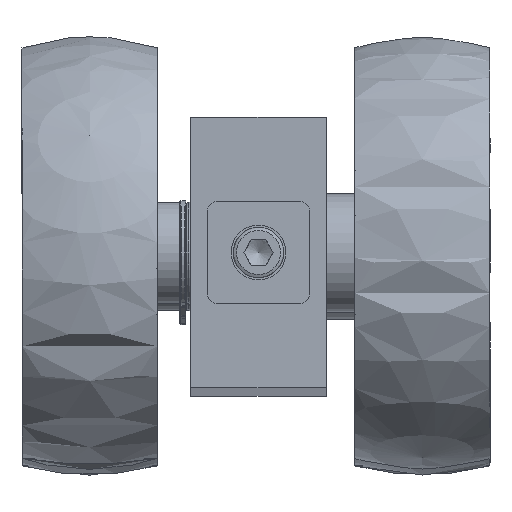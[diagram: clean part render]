
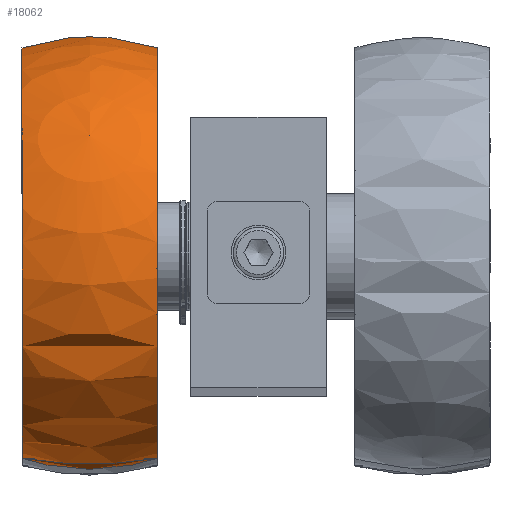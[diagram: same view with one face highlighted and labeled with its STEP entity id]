
A CAD part, top view. The second image highlights one B-rep face of the part: STEP entity #18062.
In plain terms, the highlighted spherical face has radius 40.64 mm.
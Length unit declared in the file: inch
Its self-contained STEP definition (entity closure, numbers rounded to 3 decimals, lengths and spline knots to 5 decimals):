
#5162=CARTESIAN_POINT('',(0.5,1.51987,0.0));
#5163=VERTEX_POINT('',#5162);
#5164=CARTESIAN_POINT('',(0.5,0.,0.0));
#5165=DIRECTION('',(1.0,0.0,0.0));
#5166=DIRECTION('',(0.0,1.0,0.0));
#5167=AXIS2_PLACEMENT_3D('',#5164,#5165,#5166);
#5168=CIRCLE('',#5167,1.51987);
#5169=EDGE_CURVE('',#5163,#5163,#5168,.T.);
#11775=CARTESIAN_POINT('',(-0.5,1.51987,0.0));
#11776=VERTEX_POINT('',#11775);
#11777=CARTESIAN_POINT('',(-0.5,0.,0.0));
#11778=DIRECTION('',(1.0,0.0,0.0));
#11779=DIRECTION('',(0.0,1.0,0.0));
#11780=AXIS2_PLACEMENT_3D('',#11777,#11778,#11779);
#11781=CIRCLE('',#11780,1.51987);
#11782=EDGE_CURVE('',#11776,#11776,#11781,.T.);
#18051=CARTESIAN_POINT('',(0.0,0.,0.0));
#18052=DIRECTION('',(0.0,0.0,1.0));
#18053=DIRECTION('',(1.0,0.0,0.0));
#18054=AXIS2_PLACEMENT_3D('',#18051,#18052,#18053);
#18055=SPHERICAL_SURFACE('',#18054,1.6);
#18056=ORIENTED_EDGE('',*,*,#5169,.F.);
#18057=EDGE_LOOP('',(#18056));
#18058=FACE_OUTER_BOUND('',#18057,.T.);
#18059=ORIENTED_EDGE('',*,*,#11782,.T.);
#18060=EDGE_LOOP('',(#18059));
#18061=FACE_BOUND('',#18060,.T.);
#18062=ADVANCED_FACE('',(#18058,#18061),#18055,.T.);
